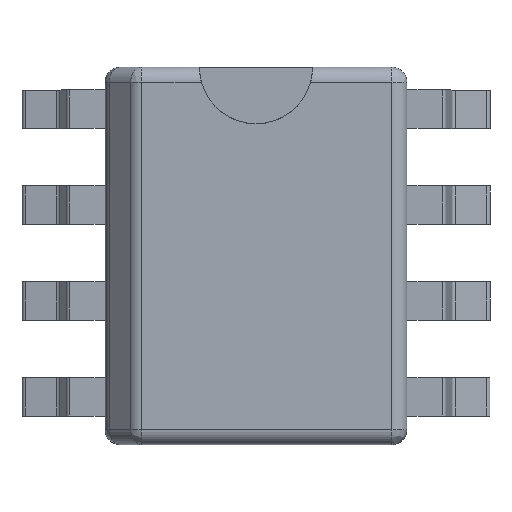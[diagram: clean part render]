
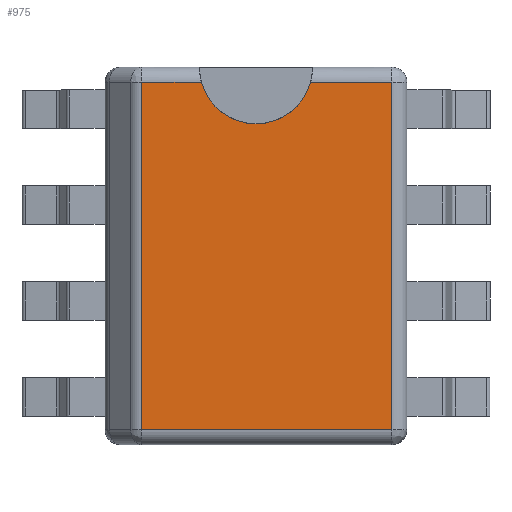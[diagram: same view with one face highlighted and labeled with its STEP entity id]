
A CAD part, top view. The second image highlights one B-rep face of the part: STEP entity #975.
In plain terms, the highlighted planar face has unit normal (0, 0, 1).
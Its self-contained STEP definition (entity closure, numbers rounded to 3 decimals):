
#397 = VERTEX_POINT ( 'NONE', #1169 ) ;
#406 = DIRECTION ( 'NONE',  ( 1., 0., 0. ) ) ;
#579 = EDGE_CURVE ( 'NONE', #6178, #2409, #3042, .T. ) ;
#587 = CARTESIAN_POINT ( 'NONE',  ( -4.8, -1.517, 0.875 ) ) ;
#676 = LINE ( 'NONE', #3615, #1998 ) ;
#694 = VECTOR ( 'NONE', #6174, 1000. ) ;
#725 = EDGE_CURVE ( 'NONE', #1594, #397, #3906, .T. ) ;
#736 = DIRECTION ( 'NONE',  ( 0., 0., -1. ) ) ;
#863 = VECTOR ( 'NONE', #5613, 1000. ) ;
#908 = DIRECTION ( 'NONE',  ( 0., 0., -1. ) ) ;
#975 = ADVANCED_FACE ( 'NONE', ( #5652 ), #4873, .T. ) ;
#1169 = CARTESIAN_POINT ( 'NONE',  ( -4.8, 1.8, 0.875 ) ) ;
#1226 = CARTESIAN_POINT ( 'NONE',  ( -4.8, 0.723, 0.875 ) ) ;
#1409 = AXIS2_PLACEMENT_3D ( 'NONE', #4086, #736, #4659 ) ;
#1466 = AXIS2_PLACEMENT_3D ( 'NONE', #7130, #3770, #406 ) ;
#1594 = VERTEX_POINT ( 'NONE', #1226 ) ;
#1933 = CIRCLE ( 'NONE', #3074, 0.75 ) ;
#1945 = CARTESIAN_POINT ( 'NONE',  ( -4.25, 0., 0.875 ) ) ;
#1998 = VECTOR ( 'NONE', #3065, 1000. ) ;
#2021 = ORIENTED_EDGE ( 'NONE', *, *, #2744, .T. ) ;
#2244 = VECTOR ( 'NONE', #6883, 1000. ) ;
#2256 = ORIENTED_EDGE ( 'NONE', *, *, #725, .F. ) ;
#2260 = CIRCLE ( 'NONE', #1409, 0.75 ) ;
#2407 = CARTESIAN_POINT ( 'NONE',  ( -4.8, 0.608, 0.875 ) ) ;
#2409 = VERTEX_POINT ( 'NONE', #2666 ) ;
#2539 = VERTEX_POINT ( 'NONE', #3909 ) ;
#2666 = CARTESIAN_POINT ( 'NONE',  ( -4.8, -0.723, 0.875 ) ) ;
#2744 = EDGE_CURVE ( 'NONE', #6178, #2539, #4015, .T. ) ;
#2938 = EDGE_CURVE ( 'NONE', #1594, #6674, #2260, .T. ) ;
#2957 = CARTESIAN_POINT ( 'NONE',  ( -4.8, -1.597, 0.875 ) ) ;
#3042 = LINE ( 'NONE', #2957, #4334 ) ;
#3065 = DIRECTION ( 'NONE',  ( 1., 0., 0. ) ) ;
#3074 = AXIS2_PLACEMENT_3D ( 'NONE', #4244, #908, #4832 ) ;
#3335 = CARTESIAN_POINT ( 'NONE',  ( -4.8, -1.517, 0.875 ) ) ;
#3615 = CARTESIAN_POINT ( 'NONE',  ( -5.26, 1.8, 0.875 ) ) ;
#3666 = LINE ( 'NONE', #3930, #694 ) ;
#3695 = CARTESIAN_POINT ( 'NONE',  ( -0.2, 1.8, 0.875 ) ) ;
#3770 = DIRECTION ( 'NONE',  ( 0., 0., 1. ) ) ;
#3906 = LINE ( 'NONE', #2407, #2244 ) ;
#3909 = CARTESIAN_POINT ( 'NONE',  ( -0.2, -1.517, 0.875 ) ) ;
#3930 = CARTESIAN_POINT ( 'NONE',  ( -0.2, 2.132, 0.875 ) ) ;
#4015 = LINE ( 'NONE', #587, #863 ) ;
#4086 = CARTESIAN_POINT ( 'NONE',  ( -5., 0., 0.875 ) ) ;
#4244 = CARTESIAN_POINT ( 'NONE',  ( -5., 0., 0.875 ) ) ;
#4334 = VECTOR ( 'NONE', #6213, 1000. ) ;
#4658 = ORIENTED_EDGE ( 'NONE', *, *, #2938, .T. ) ;
#4659 = DIRECTION ( 'NONE',  ( 1., 0., 0. ) ) ;
#4832 = DIRECTION ( 'NONE',  ( 1., 0., 0. ) ) ;
#4873 = PLANE ( 'NONE',  #1466 ) ;
#5613 = DIRECTION ( 'NONE',  ( 1., 0., 0. ) ) ;
#5652 = FACE_OUTER_BOUND ( 'NONE', #7072, .T. ) ;
#5669 = EDGE_CURVE ( 'NONE', #6674, #2409, #1933, .T. ) ;
#5678 = VERTEX_POINT ( 'NONE', #3695 ) ;
#6174 = DIRECTION ( 'NONE',  ( 0., -1., 0. ) ) ;
#6178 = VERTEX_POINT ( 'NONE', #3335 ) ;
#6185 = ORIENTED_EDGE ( 'NONE', *, *, #6942, .F. ) ;
#6213 = DIRECTION ( 'NONE',  ( 0., 1., 0. ) ) ;
#6434 = EDGE_CURVE ( 'NONE', #397, #5678, #676, .T. ) ;
#6581 = ORIENTED_EDGE ( 'NONE', *, *, #6434, .F. ) ;
#6674 = VERTEX_POINT ( 'NONE', #1945 ) ;
#6783 = ORIENTED_EDGE ( 'NONE', *, *, #5669, .T. ) ;
#6883 = DIRECTION ( 'NONE',  ( 0., 1., 0. ) ) ;
#6907 = ORIENTED_EDGE ( 'NONE', *, *, #579, .F. ) ;
#6942 = EDGE_CURVE ( 'NONE', #5678, #2539, #3666, .T. ) ;
#7072 = EDGE_LOOP ( 'NONE', ( #2256, #4658, #6783, #6907, #2021, #6185, #6581 ) ) ;
#7130 = CARTESIAN_POINT ( 'NONE',  ( -4.8, -1.517, 0.875 ) ) ;
